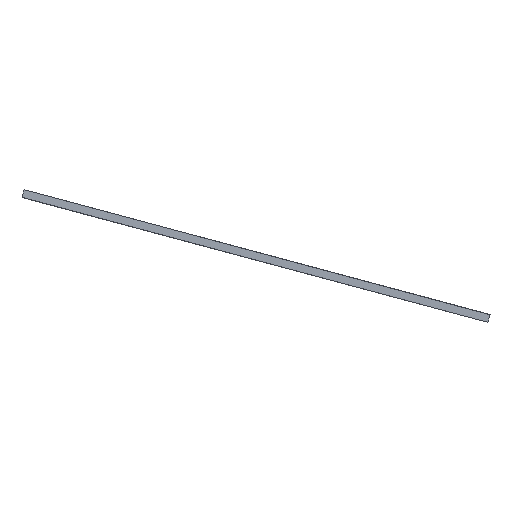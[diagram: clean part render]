
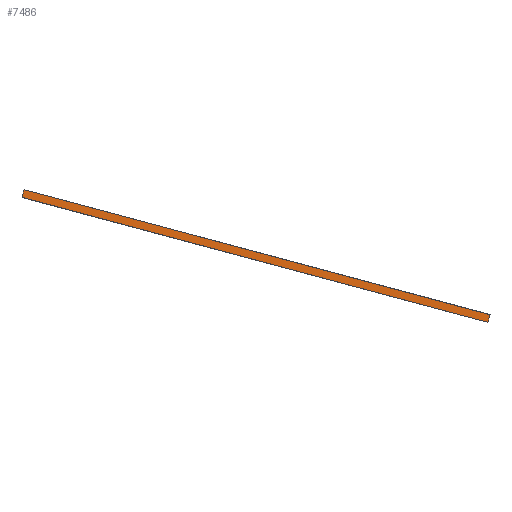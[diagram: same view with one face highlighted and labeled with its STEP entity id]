
A CAD part, left-side view. The second image highlights one B-rep face of the part: STEP entity #7486.
In plain terms, the highlighted planar face has unit normal (-1, 0, 0).
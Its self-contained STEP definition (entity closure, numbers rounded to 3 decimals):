
#527=PLANE('',#7725);
#913=FACE_OUTER_BOUND('',#1332,.T.);
#1332=EDGE_LOOP('',(#6928,#6929,#6930,#6931));
#1875=LINE('',#13517,#2556);
#2028=LINE('',#13860,#2709);
#2029=LINE('',#13861,#2710);
#2030=LINE('',#13862,#2711);
#2556=VECTOR('',#8541,10.);
#2709=VECTOR('',#8846,10.);
#2710=VECTOR('',#8847,10.);
#2711=VECTOR('',#8848,10.);
#3578=VERTEX_POINT('',#13510);
#3581=VERTEX_POINT('',#13515);
#3694=VERTEX_POINT('',#13858);
#3695=VERTEX_POINT('',#13859);
#4625=EDGE_CURVE('',#3581,#3578,#1875,.T.);
#4794=EDGE_CURVE('',#3694,#3695,#2028,.T.);
#4795=EDGE_CURVE('',#3694,#3578,#2029,.T.);
#4796=EDGE_CURVE('',#3695,#3581,#2030,.T.);
#6928=ORIENTED_EDGE('',*,*,#4794,.F.);
#6929=ORIENTED_EDGE('',*,*,#4795,.T.);
#6930=ORIENTED_EDGE('',*,*,#4625,.F.);
#6931=ORIENTED_EDGE('',*,*,#4796,.F.);
#7486=ADVANCED_FACE('',(#913),#527,.T.);
#7725=AXIS2_PLACEMENT_3D('',#13857,#8844,#8845);
#8541=DIRECTION('',(0.,-0.966,-0.259));
#8844=DIRECTION('center_axis',(-1.,0.,0.));
#8845=DIRECTION('ref_axis',(0.,-0.966,-0.259));
#8846=DIRECTION('',(0.,0.966,0.259));
#8847=DIRECTION('',(0.,-0.259,0.966));
#8848=DIRECTION('',(0.,-0.259,0.966));
#13510=CARTESIAN_POINT('',(-53.216,-29.622,18.664));
#13515=CARTESIAN_POINT('',(-53.216,58.618,42.308));
#13517=CARTESIAN_POINT('',(-53.216,-29.622,18.664));
#13857=CARTESIAN_POINT('Origin',(-53.216,59.007,40.859));
#13858=CARTESIAN_POINT('',(-53.216,-29.234,17.215));
#13859=CARTESIAN_POINT('',(-53.216,59.007,40.859));
#13860=CARTESIAN_POINT('',(-53.216,-29.234,17.215));
#13861=CARTESIAN_POINT('',(-53.216,-29.234,17.215));
#13862=CARTESIAN_POINT('',(-53.216,59.007,40.859));
